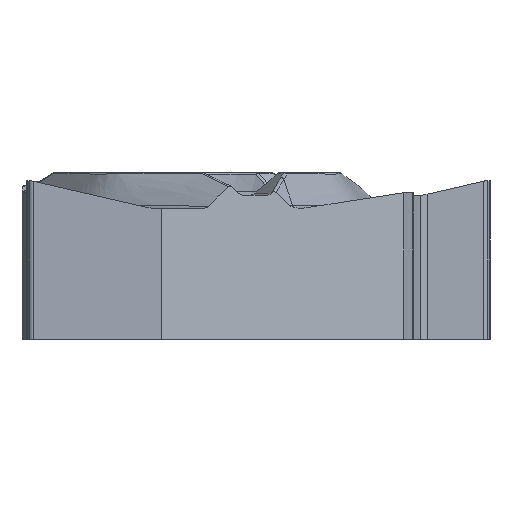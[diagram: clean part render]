
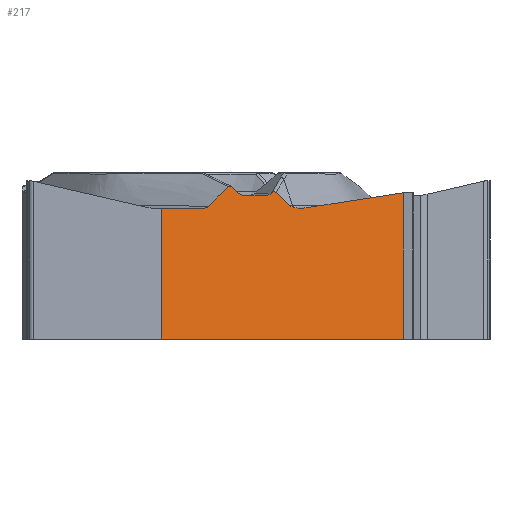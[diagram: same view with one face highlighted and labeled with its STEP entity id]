
A CAD part, front view. The second image highlights one B-rep face of the part: STEP entity #217.
In plain terms, the highlighted planar face has unit normal (0.5, -0.866, 0).
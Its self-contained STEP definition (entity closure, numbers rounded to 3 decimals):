
#217=ADVANCED_FACE('',(#392),#351,.F.);
#351=PLANE('',#2280);
#392=FACE_OUTER_BOUND('',#521,.T.);
#521=EDGE_LOOP('',(#701,#702,#703,#704,#705,#706,#707,#708,#709,#710,#711,
#712,#713,#714,#715,#716,#717,#718,#719));
#660=ELLIPSE('',#2275,1.,0.5);
#661=ELLIPSE('',#2276,0.41,0.205);
#662=ELLIPSE('',#2277,0.154,0.1);
#663=ELLIPSE('',#2278,0.309,0.3);
#664=ELLIPSE('',#2279,0.309,0.3);
#701=ORIENTED_EDGE('',*,*,#1565,.F.);
#702=ORIENTED_EDGE('',*,*,#1566,.T.);
#703=ORIENTED_EDGE('',*,*,#1567,.F.);
#704=ORIENTED_EDGE('',*,*,#1568,.T.);
#705=ORIENTED_EDGE('',*,*,#1569,.T.);
#706=ORIENTED_EDGE('',*,*,#1570,.T.);
#707=ORIENTED_EDGE('',*,*,#1571,.T.);
#708=ORIENTED_EDGE('',*,*,#1572,.T.);
#709=ORIENTED_EDGE('',*,*,#1573,.F.);
#710=ORIENTED_EDGE('',*,*,#1574,.F.);
#711=ORIENTED_EDGE('',*,*,#1575,.T.);
#712=ORIENTED_EDGE('',*,*,#1576,.T.);
#713=ORIENTED_EDGE('',*,*,#1577,.T.);
#714=ORIENTED_EDGE('',*,*,#1578,.T.);
#715=ORIENTED_EDGE('',*,*,#1579,.T.);
#716=ORIENTED_EDGE('',*,*,#1580,.F.);
#717=ORIENTED_EDGE('',*,*,#1581,.T.);
#718=ORIENTED_EDGE('',*,*,#1582,.T.);
#719=ORIENTED_EDGE('',*,*,#1583,.T.);
#1363=VERTEX_POINT('',#3475);
#1364=VERTEX_POINT('',#3476);
#1365=VERTEX_POINT('',#3478);
#1366=VERTEX_POINT('',#3480);
#1367=VERTEX_POINT('',#3482);
#1368=VERTEX_POINT('',#3484);
#1369=VERTEX_POINT('',#3486);
#1370=VERTEX_POINT('',#3491);
#1371=VERTEX_POINT('',#3493);
#1372=VERTEX_POINT('',#3495);
#1373=VERTEX_POINT('',#3497);
#1374=VERTEX_POINT('',#3499);
#1375=VERTEX_POINT('',#3501);
#1376=VERTEX_POINT('',#3503);
#1377=VERTEX_POINT('',#3505);
#1378=VERTEX_POINT('',#3507);
#1379=VERTEX_POINT('',#3521);
#1380=VERTEX_POINT('',#3529);
#1381=VERTEX_POINT('',#3540);
#1565=EDGE_CURVE('',#1363,#1364,#1896,.T.);
#1566=EDGE_CURVE('',#1363,#1365,#1897,.T.);
#1567=EDGE_CURVE('',#1366,#1365,#1898,.T.);
#1568=EDGE_CURVE('',#1366,#1367,#1899,.T.);
#1569=EDGE_CURVE('',#1367,#1368,#660,.T.);
#1570=EDGE_CURVE('',#1368,#1369,#1900,.T.);
#1571=EDGE_CURVE('',#1369,#1370,#2180,.T.);
#1572=EDGE_CURVE('',#1370,#1371,#661,.T.);
#1573=EDGE_CURVE('',#1372,#1371,#1901,.T.);
#1574=EDGE_CURVE('',#1373,#1372,#662,.T.);
#1575=EDGE_CURVE('',#1373,#1374,#1902,.T.);
#1576=EDGE_CURVE('',#1374,#1375,#663,.T.);
#1577=EDGE_CURVE('',#1375,#1376,#1903,.T.);
#1578=EDGE_CURVE('',#1376,#1377,#664,.T.);
#1579=EDGE_CURVE('',#1377,#1378,#1904,.T.);
#1580=EDGE_CURVE('',#1379,#1378,#2181,.T.);
#1581=EDGE_CURVE('',#1379,#1380,#2182,.T.);
#1582=EDGE_CURVE('',#1380,#1381,#2183,.T.);
#1583=EDGE_CURVE('',#1381,#1364,#1905,.T.);
#1896=LINE('',#3474,#2034);
#1897=LINE('',#3477,#2035);
#1898=LINE('',#3479,#2036);
#1899=LINE('',#3481,#2037);
#1900=LINE('',#3485,#2038);
#1901=LINE('',#3494,#2039);
#1902=LINE('',#3498,#2040);
#1903=LINE('',#3502,#2041);
#1904=LINE('',#3506,#2042);
#1905=LINE('',#3541,#2043);
#2034=VECTOR('',#2502,1.);
#2035=VECTOR('',#2503,1.);
#2036=VECTOR('',#2504,1.);
#2037=VECTOR('',#2505,1.);
#2038=VECTOR('',#2508,1.);
#2039=VECTOR('',#2511,1.);
#2040=VECTOR('',#2514,1.);
#2041=VECTOR('',#2517,1.);
#2042=VECTOR('',#2520,1.);
#2043=VECTOR('',#2521,1.);
#2180=B_SPLINE_CURVE_WITH_KNOTS('',3,(#3487,#3488,#3489,#3490),
 .UNSPECIFIED.,.F.,.F.,(4,4),(0.,1.),.UNSPECIFIED.);
#2181=B_SPLINE_CURVE_WITH_KNOTS('',3,(#3508,#3509,#3510,#3511,#3512,#3513,
#3514,#3515,#3516,#3517,#3518,#3519,#3520),.UNSPECIFIED.,.F.,.F.,(4,3,3,
3,4),(0.,0.251,0.502,0.753,1.),
 .UNSPECIFIED.);
#2182=B_SPLINE_CURVE_WITH_KNOTS('',3,(#3522,#3523,#3524,#3525,#3526,#3527,
#3528),.UNSPECIFIED.,.F.,.F.,(4,3,4),(0.,0.416,1.),
 .UNSPECIFIED.);
#2183=B_SPLINE_CURVE_WITH_KNOTS('',3,(#3530,#3531,#3532,#3533,#3534,#3535,
#3536,#3537,#3538,#3539),.UNSPECIFIED.,.F.,.F.,(4,3,3,4),(0.,0.469,
0.885,1.),.UNSPECIFIED.);
#2275=AXIS2_PLACEMENT_3D('',#3483,#2506,#2507);
#2276=AXIS2_PLACEMENT_3D('',#3492,#2509,#2510);
#2277=AXIS2_PLACEMENT_3D('',#3496,#2512,#2513);
#2278=AXIS2_PLACEMENT_3D('',#3500,#2515,#2516);
#2279=AXIS2_PLACEMENT_3D('',#3504,#2518,#2519);
#2280=AXIS2_PLACEMENT_3D('',#3542,#2522,#2523);
#2502=DIRECTION('',(0.,0.,1.));
#2503=DIRECTION('',(0.866,0.5,0.));
#2504=DIRECTION('',(0.,0.,-1.));
#2505=DIRECTION('',(-0.858,-0.496,-0.133));
#2506=DIRECTION('',(-0.5,0.866,0.));
#2507=DIRECTION('',(-0.866,-0.5,0.));
#2508=DIRECTION('',(-0.866,-0.5,0.));
#2509=DIRECTION('',(-0.5,0.866,0.));
#2510=DIRECTION('',(0.866,0.5,0.));
#2511=DIRECTION('',(0.668,0.386,-0.636));
#2512=DIRECTION('',(-0.5,0.866,0.));
#2513=DIRECTION('',(0.739,0.427,0.521));
#2514=DIRECTION('',(-0.672,-0.388,-0.631));
#2515=DIRECTION('',(-0.5,0.866,0.));
#2516=DIRECTION('',(0.866,0.5,0.));
#2517=DIRECTION('',(-0.866,-0.5,0.));
#2518=DIRECTION('',(-0.5,0.866,0.));
#2519=DIRECTION('',(0.866,0.5,0.));
#2520=DIRECTION('',(-0.672,-0.388,0.631));
#2521=DIRECTION('',(-0.866,-0.5,0.));
#2522=DIRECTION('',(-0.5,0.866,0.));
#2523=DIRECTION('',(-0.866,-0.5,0.));
#3474=CARTESIAN_POINT('',(-1.474,-8.184,25.));
#3475=CARTESIAN_POINT('',(-1.474,-8.184,-5.56));
#3476=CARTESIAN_POINT('',(-1.474,-8.184,-0.962));
#3477=CARTESIAN_POINT('',(3.175,-5.499,-5.56));
#3478=CARTESIAN_POINT('',(7.006,-3.287,-5.56));
#3479=CARTESIAN_POINT('',(7.006,-3.287,25.));
#3480=CARTESIAN_POINT('',(7.006,-3.287,-0.426));
#3481=CARTESIAN_POINT('',(6.141,-3.787,-0.56));
#3482=CARTESIAN_POINT('',(3.652,-5.224,-0.945));
#3483=CARTESIAN_POINT('',(3.428,-5.353,-0.462));
#3484=CARTESIAN_POINT('',(3.428,-5.353,-0.962));
#3485=CARTESIAN_POINT('',(3.175,-5.499,-0.962));
#3486=CARTESIAN_POINT('',(3.312,-5.42,-0.962));
#3487=CARTESIAN_POINT('',(3.312,-5.42,-0.962));
#3488=CARTESIAN_POINT('',(3.266,-5.447,-0.962));
#3489=CARTESIAN_POINT('',(3.22,-5.473,-0.957));
#3490=CARTESIAN_POINT('',(3.175,-5.499,-0.946));
#3491=CARTESIAN_POINT('',(3.175,-5.499,-0.946));
#3492=CARTESIAN_POINT('',(3.312,-5.42,-0.757));
#3493=CARTESIAN_POINT('',(3.008,-5.595,-0.863));
#3494=CARTESIAN_POINT('',(-12.32,-14.445,13.73));
#3495=CARTESIAN_POINT('',(2.539,-5.866,-0.416));
#3496=CARTESIAN_POINT('',(2.438,-5.925,-0.513));
#3497=CARTESIAN_POINT('',(2.371,-5.964,-0.446));
#3498=CARTESIAN_POINT('',(9.165,-2.041,5.942));
#3499=CARTESIAN_POINT('',(2.366,-5.966,-0.45));
#3500=CARTESIAN_POINT('',(2.194,-6.065,-0.22));
#3501=CARTESIAN_POINT('',(2.194,-6.065,-0.52));
#3502=CARTESIAN_POINT('',(-4.273,-9.799,-0.52));
#3503=CARTESIAN_POINT('',(1.413,-6.516,-0.52));
#3504=CARTESIAN_POINT('',(1.413,-6.516,-0.22));
#3505=CARTESIAN_POINT('',(1.241,-6.616,-0.45));
#3506=CARTESIAN_POINT('',(-12.866,-14.76,12.813));
#3507=CARTESIAN_POINT('',(0.993,-6.759,-0.217));
#3508=CARTESIAN_POINT('',(0.889,-6.819,-0.212));
#3509=CARTESIAN_POINT('',(0.897,-6.815,-0.206));
#3510=CARTESIAN_POINT('',(0.905,-6.81,-0.201));
#3511=CARTESIAN_POINT('',(0.914,-6.804,-0.198));
#3512=CARTESIAN_POINT('',(0.923,-6.799,-0.195));
#3513=CARTESIAN_POINT('',(0.933,-6.794,-0.193));
#3514=CARTESIAN_POINT('',(0.942,-6.788,-0.194));
#3515=CARTESIAN_POINT('',(0.951,-6.783,-0.194));
#3516=CARTESIAN_POINT('',(0.961,-6.778,-0.197));
#3517=CARTESIAN_POINT('',(0.969,-6.773,-0.2));
#3518=CARTESIAN_POINT('',(0.978,-6.768,-0.204));
#3519=CARTESIAN_POINT('',(0.986,-6.763,-0.21));
#3520=CARTESIAN_POINT('',(0.993,-6.759,-0.217));
#3521=CARTESIAN_POINT('',(0.889,-6.819,-0.212));
#3522=CARTESIAN_POINT('',(0.889,-6.819,-0.212));
#3523=CARTESIAN_POINT('',(0.787,-6.878,-0.298));
#3524=CARTESIAN_POINT('',(0.686,-6.936,-0.388));
#3525=CARTESIAN_POINT('',(0.589,-6.992,-0.481));
#3526=CARTESIAN_POINT('',(0.452,-7.072,-0.613));
#3527=CARTESIAN_POINT('',(0.32,-7.148,-0.752));
#3528=CARTESIAN_POINT('',(0.193,-7.221,-0.897));
#3529=CARTESIAN_POINT('',(0.193,-7.221,-0.897));
#3530=CARTESIAN_POINT('',(0.193,-7.221,-0.897));
#3531=CARTESIAN_POINT('',(0.176,-7.231,-0.916));
#3532=CARTESIAN_POINT('',(0.155,-7.243,-0.932));
#3533=CARTESIAN_POINT('',(0.133,-7.256,-0.943));
#3534=CARTESIAN_POINT('',(0.113,-7.267,-0.953));
#3535=CARTESIAN_POINT('',(0.092,-7.279,-0.959));
#3536=CARTESIAN_POINT('',(0.071,-7.292,-0.961));
#3537=CARTESIAN_POINT('',(0.065,-7.295,-0.961));
#3538=CARTESIAN_POINT('',(0.059,-7.299,-0.962));
#3539=CARTESIAN_POINT('',(0.053,-7.302,-0.962));
#3540=CARTESIAN_POINT('',(0.053,-7.302,-0.962));
#3541=CARTESIAN_POINT('',(-4.273,-9.799,-0.962));
#3542=CARTESIAN_POINT('',(3.175,-5.499,25.));
